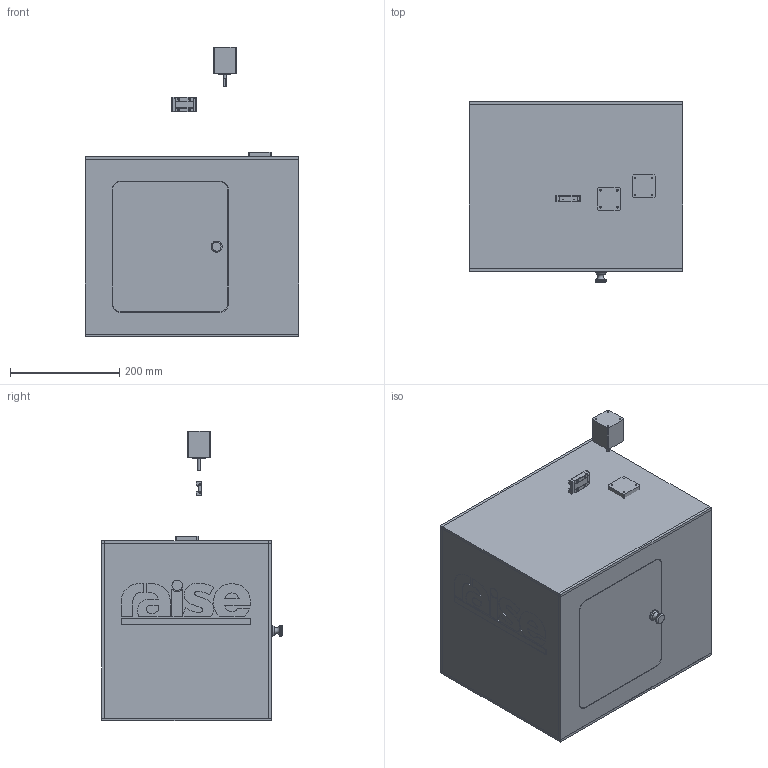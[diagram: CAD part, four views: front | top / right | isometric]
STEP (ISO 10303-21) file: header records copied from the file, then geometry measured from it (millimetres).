
FILE_DESCRIPTION(/* description */ (''),/* implementation_level */ '2;1');
FILE_NAME(/* name */ 'cube.min_v41.step',/* time_stamp */ '2020-09-21T10:30:28+02:00',/* author */ (''),/* organization */ (''),/* preprocessor_version */ 'ST-DEVELOPER v18.1',/* originating_system */ 'Autodesk Translation Framework v9.3.0.1241',/* authorisation */ '');
FILE_SCHEMA (('AUTOMOTIVE_DESIGN { 1 0 10303 214 3 1 1 }'));
Products named in the file (67): cube.min; Profilrahmen; P20 v1; P20 v1 (2)(Spiegeln) (2)(Spiegeln); P20 v1 (2)(Spiegeln) (1)(Spiegeln); P20 v1(Spiegeln) (1); P20 v1(Spiegeln); P20 v1(Spiegeln)(Spiegeln); P20 v1 (2)(Spiegeln) (2); P20 v1 (1)(Spiegeln); P20 v1 (2)(Spiegeln); P20 v1 (2); P20 v1 (2)(Spiegeln) (1); P20 v1(Spiegeln) (1) (1); P20 v1(Spiegeln)(Spiegeln) (1); P20 v1 (2)(Spiegeln) (1)(Spiegeln) (1); P20 v1 (2)(Spiegeln) (1)(Spiegeln) (2); P20 v1 (1)(Spiegeln) (1); Component87; Verkleidung; Front; Links; Hinten; Glastuer; MAschinenraum; z-mECHANIC; Component81; cube.min v1_Bedmech2_BetTräger; cube.min v1_Bedmech2_BetTräger v1(Mirror); Component83; Z-Mechanic2; Component86; Z-Mechanic2(Mirror); Bed; Component91; Y-Mecch; NEMA14 v1(Mirror); LeftCase; Component98; GT2_16T ...
Assembly tree (76 placements, depth 5):
  cube.min
    Profilrahmen
      P20 v1
      P20 v1 (2)(Spiegeln) (2)(Spiegeln)
      P20 v1 (2)(Spiegeln) (1)(Spiegeln)
      P20 v1(Spiegeln) (1)
      P20 v1(Spiegeln)
      P20 v1(Spiegeln)(Spiegeln)
      P20 v1 (2)(Spiegeln) (2)
      P20 v1 (1)(Spiegeln)
      P20 v1 (2)(Spiegeln)
      P20 v1 (2)
      P20 v1 (2)(Spiegeln) (1)
      P20 v1(Spiegeln) (1) (1)
      P20 v1(Spiegeln)(Spiegeln) (1)
      P20 v1 (2)(Spiegeln) (1)(Spiegeln) (1)
      P20 v1 (2)(Spiegeln) (1)(Spiegeln) (2)
      P20 v1 (1)(Spiegeln) (1)
      Component87
    Verkleidung
      Front
      Links
      Hinten
      Glastuer
      MAschinenraum
    z-mECHANIC
      Component81
      cube.min v1_Bedmech2_BetTräger
      cube.min v1_Bedmech2_BetTräger v1(Mirror)
      Component83
      Nema17
    Z-Mechanic2
      Component86
    Z-Mechanic2(Mirror)
      Bed
        LMU10  x2
        Component91
      Nema17
    Y-Mecch
      NEMA14 v1(Mirror)  x2
      LMU10
      LeftCase
      Component98
        GT2_16T
          GT2_16T_3
        GT2_16T_1
          GT2_16T_3
      LeftCase(Mirror) (1)
    RodLeft
    RodLeft (1)
    Rodfront
    Rodfront (1)
    Rodclamp
    Rodclamp(Mirror)
    Rodclamp(Mirror) (1)
    Rodclamp(Mirror)(Mirror)
    Component104
      LMU10  x2
    Y-Carrier
      LMU10
Bounding box: 390 x 330 x 530.21 mm (x, y, z)
Volume: 5787570.2 mm3; surface area: 2808300 mm2
Topology: 89 solids, 572 shells, 3466 faces, 10574 edges, 7819 vertices
Faces by surface type: plane 1739, cylinder 1558, cone 91, bspline 55, torus 15, sphere 8
Full cylindrical faces by diameter (mm): 2.5 x8, 3 x34, 3.2 x61, 3.5 x16, 4 x5, 4.2 x26, 4.3 x16, 5 x8, 5.2 x16, 6 x18, 8 x4, 8.7 x4, 9 x3, 9.4 x2, 10 x12, 10.2 x2, 10.4 x2, 12 x2, 15 x1, 18 x12, 18.958 x1, 19 x18, 19.4 x9, 20 x10, 22 x7
Entity records: 108006 total; most frequent: CARTESIAN_POINT 22816, DIRECTION 17808, ORIENTED_EDGE 16646, EDGE_CURVE 8722, AXIS2_PLACEMENT_3D 6130, VERTEX_POINT 6061, LINE 5548, VECTOR 5548
